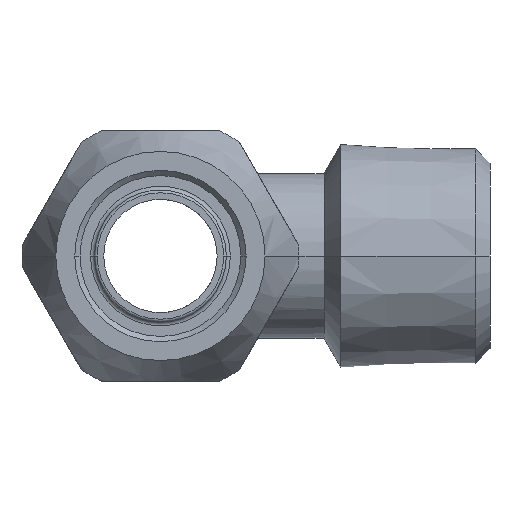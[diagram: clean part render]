
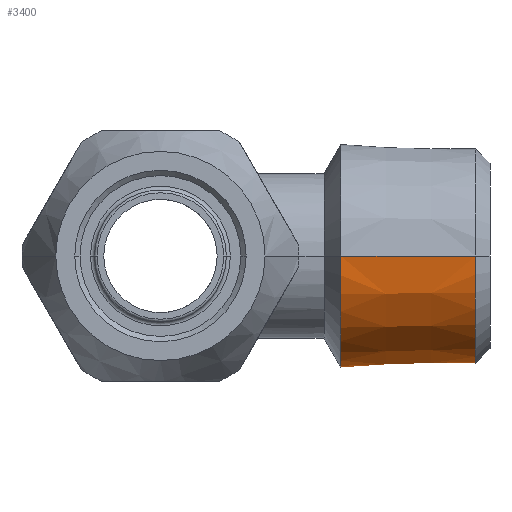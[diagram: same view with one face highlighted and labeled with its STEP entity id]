
A CAD part, left-side view. The second image highlights one B-rep face of the part: STEP entity #3400.
In plain terms, the highlighted conical face has half-angle 1.78 degrees and reference radius 8.294 mm.
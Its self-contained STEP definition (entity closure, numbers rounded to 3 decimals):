
#784=CARTESIAN_POINT('',(0.,-13.684,0.));
#785=DIRECTION('',(0.,-1.,0.));
#786=DIRECTION('',(-1.,0.,0.));
#787=AXIS2_PLACEMENT_3D('',#784,#785,#786);
#802=DIRECTION('',(-0.031,-1.,0.));
#803=VECTOR('',#802,10.221);
#804=CARTESIAN_POINT('',(8.453,-13.684,0.));
#805=LINE('',#804,#803);
#806=DIRECTION('',(0.031,-1.,0.));
#807=VECTOR('',#806,10.221);
#808=CARTESIAN_POINT('',(-8.453,-13.684,0.));
#809=LINE('',#808,#807);
#833=CARTESIAN_POINT('',(0.,-23.9,0.));
#834=DIRECTION('',(0.,1.,0.));
#835=DIRECTION('',(1.,0.,0.));
#836=AXIS2_PLACEMENT_3D('',#833,#834,#835);
#2280=CARTESIAN_POINT('',(8.135,-23.9,0.));
#2282=VERTEX_POINT('',#2280);
#2284=CARTESIAN_POINT('',(-8.135,-23.9,0.));
#2286=VERTEX_POINT('',#2284);
#2288=CARTESIAN_POINT('',(8.453,-13.684,0.));
#2289=CARTESIAN_POINT('',(-8.453,-13.684,0.));
#2290=VERTEX_POINT('',#2288);
#2291=VERTEX_POINT('',#2289);
#3386=CARTESIAN_POINT('',(0.,-18.792,0.));
#3387=DIRECTION('',(0.,1.,0.));
#3388=DIRECTION('',(1.,0.,0.));
#3389=AXIS2_PLACEMENT_3D('',#3386,#3387,#3388);
#3390=CONICAL_SURFACE('',#3389,8.294,1.78);
#3391=ORIENTED_EDGE('',*,*,#3376,.F.);
#3393=ORIENTED_EDGE('',*,*,#3392,.T.);
#3395=ORIENTED_EDGE('',*,*,#3394,.F.);
#3397=ORIENTED_EDGE('',*,*,#3396,.F.);
#3398=EDGE_LOOP('',(#3391,#3393,#3395,#3397));
#3399=FACE_OUTER_BOUND('',#3398,.F.);
#3400=ADVANCED_FACE('',(#3399),#3390,.T.);
#788=CIRCLE('',#787,8.453);
#837=CIRCLE('',#836,8.135);
#3376=EDGE_CURVE('',#2291,#2290,#788,.T.);
#3392=EDGE_CURVE('',#2291,#2286,#809,.T.);
#3394=EDGE_CURVE('',#2282,#2286,#837,.T.);
#3396=EDGE_CURVE('',#2290,#2282,#805,.T.);
